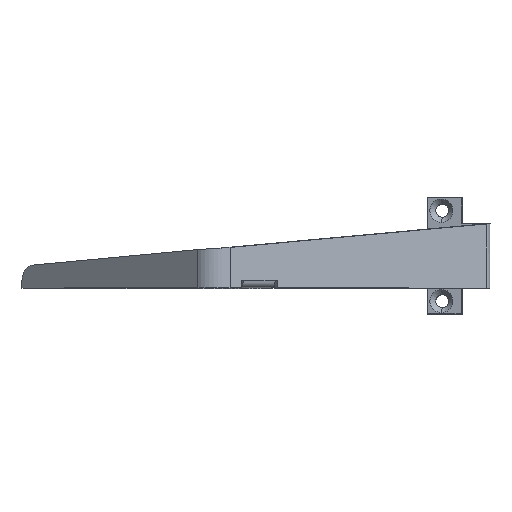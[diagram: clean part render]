
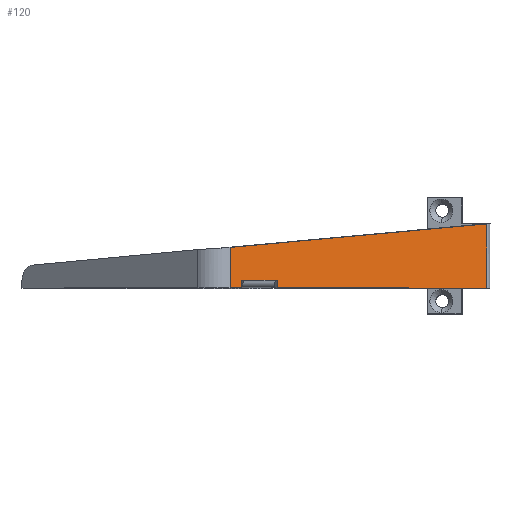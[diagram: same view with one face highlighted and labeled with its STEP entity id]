
A CAD part, top view. The second image highlights one B-rep face of the part: STEP entity #120.
In plain terms, the highlighted planar face has unit normal (0.574, 0, 0.819).
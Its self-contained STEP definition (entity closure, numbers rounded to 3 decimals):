
#120=ADVANCED_FACE('',(#284),#285,.F.);
#284=FACE_OUTER_BOUND('',#535,.T.);
#285=PLANE('',#536);
#535=EDGE_LOOP('',(#1110,#1111,#1112,#1113,#1114,#1115,#1116,#1117,#1118,#1119));
#536=AXIS2_PLACEMENT_3D('',#1120,#1121,#1122);
#1110=ORIENTED_EDGE('',*,*,#1598,.T.);
#1111=ORIENTED_EDGE('',*,*,#1601,.F.);
#1112=ORIENTED_EDGE('',*,*,#1602,.T.);
#1113=ORIENTED_EDGE('',*,*,#1603,.T.);
#1114=ORIENTED_EDGE('',*,*,#1604,.F.);
#1115=ORIENTED_EDGE('',*,*,#1605,.F.);
#1116=ORIENTED_EDGE('',*,*,#1606,.F.);
#1117=ORIENTED_EDGE('',*,*,#1607,.F.);
#1118=ORIENTED_EDGE('',*,*,#1608,.F.);
#1119=ORIENTED_EDGE('',*,*,#1609,.F.);
#1120=CARTESIAN_POINT('',(36.636,1587.253,-230.208));
#1121=DIRECTION('',(-0.574,0.,-0.819));
#1122=DIRECTION('',(0.,1.0,0.));
#1598=EDGE_CURVE('',#1950,#1948,#1951,.T.);
#1601=EDGE_CURVE('',#1955,#1948,#1956,.T.);
#1602=EDGE_CURVE('',#1955,#1957,#1958,.T.);
#1603=EDGE_CURVE('',#1957,#1959,#1960,.T.);
#1604=EDGE_CURVE('',#1961,#1959,#1962,.T.);
#1605=EDGE_CURVE('',#1963,#1961,#1964,.T.);
#1606=EDGE_CURVE('',#1965,#1963,#1966,.T.);
#1607=EDGE_CURVE('',#1967,#1965,#1968,.T.);
#1608=EDGE_CURVE('',#1969,#1967,#1970,.T.);
#1609=EDGE_CURVE('',#1950,#1969,#1971,.T.);
#1948=VERTEX_POINT('',#2472);
#1950=VERTEX_POINT('',#2475);
#1951=LINE('',#2476,#2477);
#1955=VERTEX_POINT('',#2483);
#1956=LINE('',#2484,#2485);
#1957=VERTEX_POINT('',#2486);
#1958=LINE('',#2487,#2488);
#1959=VERTEX_POINT('',#2489);
#1960=LINE('',#2490,#2491);
#1961=VERTEX_POINT('',#2492);
#1962=LINE('',#2493,#2494);
#1963=VERTEX_POINT('',#2495);
#1964=LINE('',#2496,#2497);
#1965=VERTEX_POINT('',#2498);
#1966=LINE('',#2499,#2500);
#1967=VERTEX_POINT('',#2501);
#1968=LINE('',#2502,#2503);
#1969=VERTEX_POINT('',#2504);
#1970=LINE('',#2505,#2506);
#1971=LINE('',#2507,#2508);
#2472=CARTESIAN_POINT('',(-53.368,1577.753,-167.197));
#2475=CARTESIAN_POINT('',(-54.187,1577.753,-166.624));
#2476=CARTESIAN_POINT('',(-40.261,1577.753,-176.373));
#2477=VECTOR('',#2958,1000.0);
#2483=CARTESIAN_POINT('',(-41.08,1577.753,-175.8));
#2484=CARTESIAN_POINT('',(-41.08,1577.753,-175.8));
#2485=VECTOR('',#2961,1000.0);
#2486=CARTESIAN_POINT('',(-40.261,1577.753,-176.373));
#2487=CARTESIAN_POINT('',(-40.261,1577.753,-176.373));
#2488=VECTOR('',#2962,1000.0);
#2489=CARTESIAN_POINT('',(-40.261,1574.753,-176.373));
#2490=CARTESIAN_POINT('',(-40.261,1574.753,-176.373));
#2491=VECTOR('',#2963,1000.0);
#2492=CARTESIAN_POINT('',(40.84,1574.753,-233.151));
#2493=CARTESIAN_POINT('',(42.442,1574.753,-234.272));
#2494=VECTOR('',#2964,1000.0);
#2495=CARTESIAN_POINT('',(40.84,1599.604,-233.151));
#2496=CARTESIAN_POINT('',(40.84,1599.604,-233.151));
#2497=VECTOR('',#2965,1000.0);
#2498=CARTESIAN_POINT('',(-58.546,1590.396,-163.573));
#2499=CARTESIAN_POINT('',(42.442,1599.753,-234.272));
#2500=VECTOR('',#2966,1000.0);
#2501=CARTESIAN_POINT('',(-58.546,1574.753,-163.573));
#2502=CARTESIAN_POINT('',(-58.546,1574.753,-163.573));
#2503=VECTOR('',#2967,1000.0);
#2504=CARTESIAN_POINT('',(-54.187,1574.753,-166.624));
#2505=CARTESIAN_POINT('',(42.442,1574.753,-234.272));
#2506=VECTOR('',#2968,1000.0);
#2507=CARTESIAN_POINT('',(-54.187,1574.753,-166.624));
#2508=VECTOR('',#2969,1000.0);
#2958=DIRECTION('',(0.819,0.,-0.574));
#2961=DIRECTION('',(-0.819,0.,0.574));
#2962=DIRECTION('',(0.819,0.,-0.574));
#2963=DIRECTION('',(0.,-1.0,0.));
#2964=DIRECTION('',(-0.819,0.,0.574));
#2965=DIRECTION('',(0.,-1.0,0.));
#2966=DIRECTION('',(0.817,0.076,-0.572));
#2967=DIRECTION('',(0.,1.0,0.));
#2968=DIRECTION('',(-0.819,0.,0.574));
#2969=DIRECTION('',(0.,-1.0,0.));
